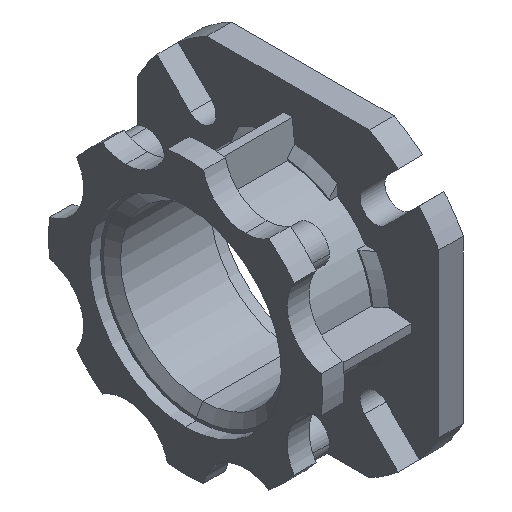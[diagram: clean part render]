
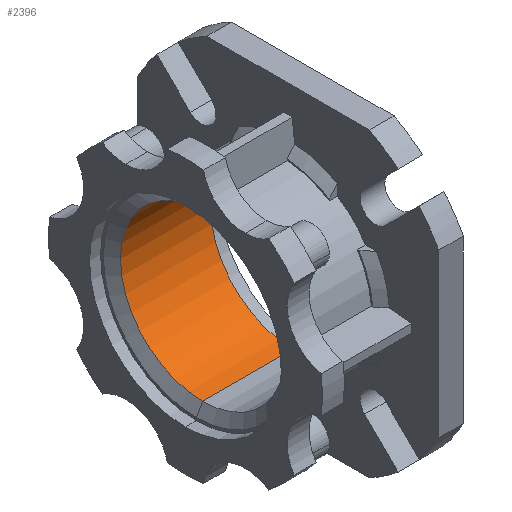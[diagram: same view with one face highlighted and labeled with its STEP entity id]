
A CAD part, isometric view. The second image highlights one B-rep face of the part: STEP entity #2396.
In plain terms, the highlighted cylindrical face has radius 30 mm (diameter 60 mm), a partial arc.
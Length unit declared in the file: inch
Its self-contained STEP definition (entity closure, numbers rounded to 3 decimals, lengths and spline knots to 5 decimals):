
#14 = DIRECTION ( 'NONE',  ( 0., 0., 1. ) ) ;
#58 = VECTOR ( 'NONE', #2195, 39.37008 ) ;
#59 = AXIS2_PLACEMENT_3D ( 'NONE', #2817, #702, #3191 ) ;
#395 = VERTEX_POINT ( 'NONE', #1147 ) ;
#481 = DIRECTION ( 'NONE',  ( 0., 0., 1. ) ) ;
#702 = DIRECTION ( 'NONE',  ( -1., 0., 0. ) ) ;
#726 = CARTESIAN_POINT ( 'NONE',  ( 1.83071, 0., -1.1811 ) ) ;
#824 = AXIS2_PLACEMENT_3D ( 'NONE', #1188, #2251, #481 ) ;
#869 = EDGE_CURVE ( 'NONE', #1542, #1114, #1941, .T. ) ;
#1065 = ORIENTED_EDGE ( 'NONE', *, *, #1430, .T. ) ;
#1092 = EDGE_LOOP ( 'NONE', ( #4070, #1065, #3348, #1449 ) ) ;
#1114 = VERTEX_POINT ( 'NONE', #1483 ) ;
#1147 = CARTESIAN_POINT ( 'NONE',  ( 0.24843, 0., -1.1811 ) ) ;
#1188 = CARTESIAN_POINT ( 'NONE',  ( 1.83071, 0., 0. ) ) ;
#1430 = EDGE_CURVE ( 'NONE', #4237, #1542, #3465, .T. ) ;
#1449 = ORIENTED_EDGE ( 'NONE', *, *, #3076, .T. ) ;
#1483 = CARTESIAN_POINT ( 'NONE',  ( 0.24843, 0., 1.1811 ) ) ;
#1542 = VERTEX_POINT ( 'NONE', #2516 ) ;
#1554 = AXIS2_PLACEMENT_3D ( 'NONE', #4279, #2114, #14 ) ;
#1941 = LINE ( 'NONE', #2548, #58 ) ;
#2067 = CYLINDRICAL_SURFACE ( 'NONE', #824, 1.1811 ) ;
#2114 = DIRECTION ( 'NONE',  ( 1., 0., 0. ) ) ;
#2172 = FACE_OUTER_BOUND ( 'NONE', #1092, .T. ) ;
#2195 = DIRECTION ( 'NONE',  ( -1., 0., 0. ) ) ;
#2251 = DIRECTION ( 'NONE',  ( -1., 0., 0. ) ) ;
#2396 = ADVANCED_FACE ( 'NONE', ( #2172 ), #2067, .F. ) ;
#2516 = CARTESIAN_POINT ( 'NONE',  ( 1.54291, 0., 1.1811 ) ) ;
#2548 = CARTESIAN_POINT ( 'NONE',  ( 1.83071, 0., 1.1811 ) ) ;
#2817 = CARTESIAN_POINT ( 'NONE',  ( 0.24843, 0., 0. ) ) ;
#3076 = EDGE_CURVE ( 'NONE', #1114, #395, #4269, .T. ) ;
#3163 = VECTOR ( 'NONE', #3226, 39.37008 ) ;
#3191 = DIRECTION ( 'NONE',  ( 0., 0., 1. ) ) ;
#3226 = DIRECTION ( 'NONE',  ( -1., 0., 0. ) ) ;
#3348 = ORIENTED_EDGE ( 'NONE', *, *, #869, .T. ) ;
#3465 = CIRCLE ( 'NONE', #1554, 1.1811 ) ;
#3639 = EDGE_CURVE ( 'NONE', #4237, #395, #4125, .T. ) ;
#4070 = ORIENTED_EDGE ( 'NONE', *, *, #3639, .F. ) ;
#4125 = LINE ( 'NONE', #726, #3163 ) ;
#4237 = VERTEX_POINT ( 'NONE', #4492 ) ;
#4269 = CIRCLE ( 'NONE', #59, 1.1811 ) ;
#4279 = CARTESIAN_POINT ( 'NONE',  ( 1.54291, 0., 0. ) ) ;
#4492 = CARTESIAN_POINT ( 'NONE',  ( 1.54291, 0., -1.1811 ) ) ;
